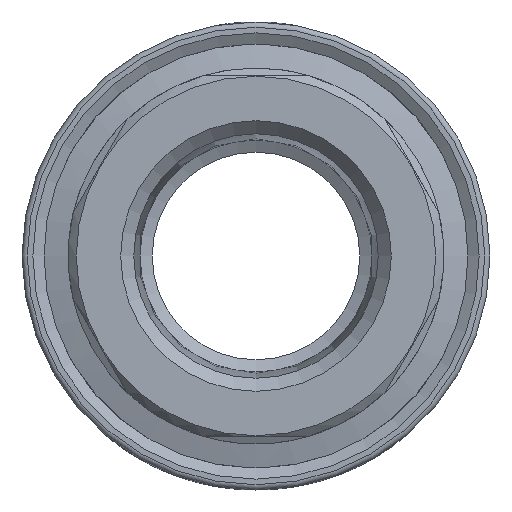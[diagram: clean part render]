
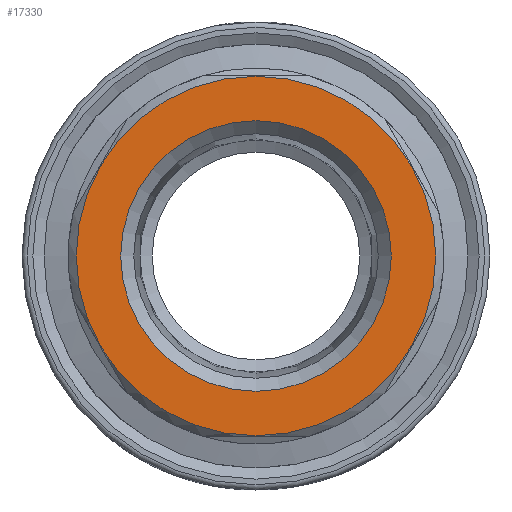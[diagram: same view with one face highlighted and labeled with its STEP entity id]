
A CAD part, front view. The second image highlights one B-rep face of the part: STEP entity #17330.
In plain terms, the highlighted planar face has unit normal (0, -1, 0).
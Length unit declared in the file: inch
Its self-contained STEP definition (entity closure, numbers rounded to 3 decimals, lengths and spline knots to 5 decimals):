
#1024=FACE_BOUND('',#5148,.T.);
#1118=PLANE('',#18312);
#4204=FACE_OUTER_BOUND('',#5147,.T.);
#5147=EDGE_LOOP('',(#11225));
#5148=EDGE_LOOP('',(#11226,#11227));
#6182=CIRCLE('',#18302,0.68625);
#6189=CIRCLE('',#18313,0.5165);
#6190=CIRCLE('',#18314,0.5165);
#6857=VERTEX_POINT('',#23550);
#6877=VERTEX_POINT('',#23612);
#6878=VERTEX_POINT('',#23613);
#8598=EDGE_CURVE('',#6857,#6857,#6182,.T.);
#8622=EDGE_CURVE('',#6877,#6878,#6189,.T.);
#8623=EDGE_CURVE('',#6878,#6877,#6190,.T.);
#11225=ORIENTED_EDGE('',*,*,#8598,.F.);
#11226=ORIENTED_EDGE('',*,*,#8622,.F.);
#11227=ORIENTED_EDGE('',*,*,#8623,.F.);
#17330=ADVANCED_FACE('',(#4204,#1024),#1118,.T.);
#18302=AXIS2_PLACEMENT_3D('',#23551,#19649,#19650);
#18312=AXIS2_PLACEMENT_3D('',#23611,#19679,#19680);
#18313=AXIS2_PLACEMENT_3D('',#23614,#19681,#19682);
#18314=AXIS2_PLACEMENT_3D('',#23615,#19683,#19684);
#19649=DIRECTION('center_axis',(0.,1.,0.));
#19650=DIRECTION('ref_axis',(0.,0.,
-1.));
#19679=DIRECTION('center_axis',(0.,-1.,0.));
#19680=DIRECTION('ref_axis',(1.,0.,0.));
#19681=DIRECTION('center_axis',(0.,-1.,0.));
#19682=DIRECTION('ref_axis',(-1.,0.,0.));
#19683=DIRECTION('center_axis',(0.,-1.,0.));
#19684=DIRECTION('ref_axis',(-1.,0.,0.));
#23550=CARTESIAN_POINT('',(0.,-1.02558,0.68625));
#23551=CARTESIAN_POINT('Origin',(0.,-1.02558,
0.));
#23611=CARTESIAN_POINT('Origin',(0.,-1.02558,
0.5165));
#23612=CARTESIAN_POINT('',(0.,-1.02558,0.5165));
#23613=CARTESIAN_POINT('',(0.,-1.02558,-0.5165));
#23614=CARTESIAN_POINT('Origin',(0.,-1.02558,
0.));
#23615=CARTESIAN_POINT('Origin',(0.,-1.02558,
0.));
